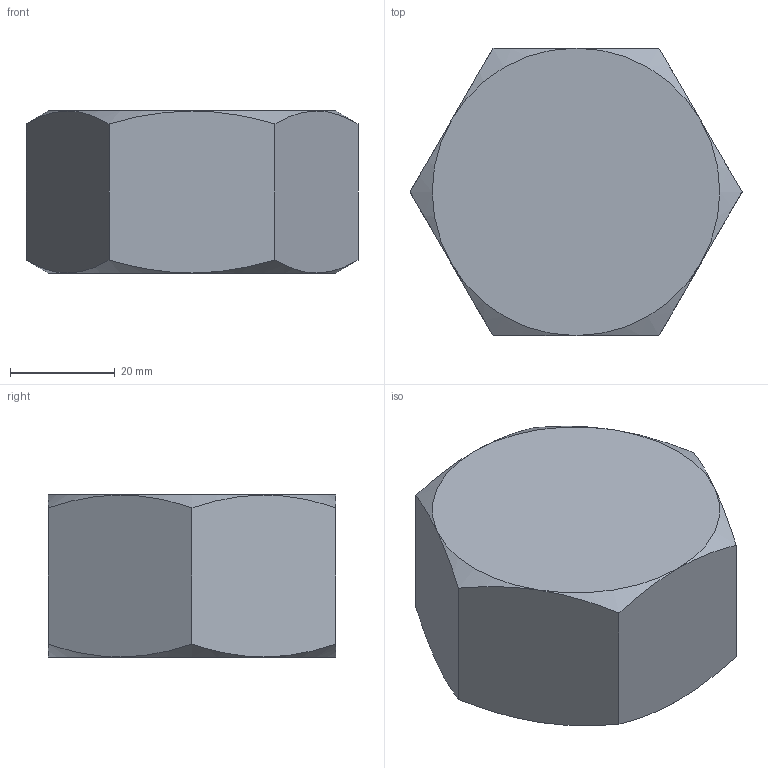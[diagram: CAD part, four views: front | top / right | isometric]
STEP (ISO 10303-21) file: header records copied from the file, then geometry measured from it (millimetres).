
FILE_DESCRIPTION (( 'STEP AP203' ), '1' );
FILE_NAME ('11-0231-08_outokumpu.step', '2015-08-11T13:56:10', ( '' ), ( '' ), 'SwSTEP 2.0', 'SolidWorks 2008', '' );
FILE_SCHEMA (( 'CONFIG_CONTROL_DESIGN' ));
Length unit declared in the file: millimetre
Products named in the file (1): 11-0231-08_outokumpu
Bounding box: 63.51 x 55 x 31 mm (x, y, z)
Volume: 35084.4 mm3; surface area: 14729.7 mm2
Topology: 1 solids, 1 shells, 23 faces, 48 edges, 28 vertices
Faces by surface type: cone 12, plane 9, cylinder 2
Entity records: 799 total; most frequent: CARTESIAN_POINT 268, ORIENTED_EDGE 96, DIRECTION 88, EDGE_CURVE 48, AXIS2_PLACEMENT_3D 40, VERTEX_POINT 28, EDGE_LOOP 24, B_SPLINE_CURVE_WITH_KNOTS 24
